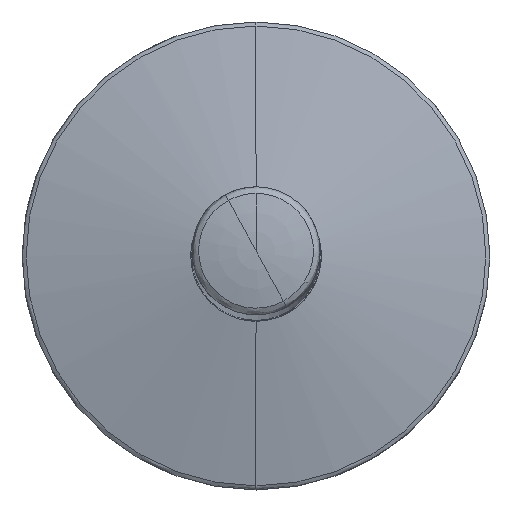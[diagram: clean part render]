
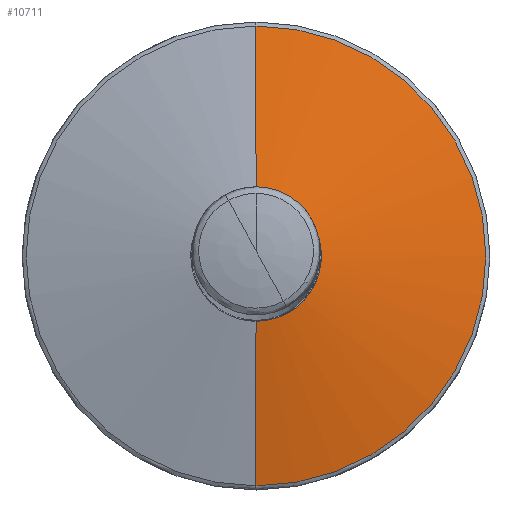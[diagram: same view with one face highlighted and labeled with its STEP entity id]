
A CAD part, top view. The second image highlights one B-rep face of the part: STEP entity #10711.
In plain terms, the highlighted free-form (B-spline) face has degree [1, 7] with [2, 8] control points.
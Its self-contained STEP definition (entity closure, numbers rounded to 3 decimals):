
#9901=CARTESIAN_POINT(' ',(0.,-4.097,-26.925));
#9902=VERTEX_POINT(' ',#9901);
#9941=CARTESIAN_POINT(' ',(0.,-4.097,26.925));
#9942=VERTEX_POINT(' ',#9941);
#10221=CARTESIAN_POINT(' ',(0.,-4.097,0.));
#10226=DIRECTION(' ',(0.,-1.,0.));
#10231=DIRECTION(' ',(0.,0.,1.));
#10236=AXIS2_PLACEMENT_3D(' ',#10221,#10226,#10231);
#10241=CIRCLE('',#10236,26.925);
#10246=EDGE_CURVE(' ',#9942,#9902,#10241,.T.);
#10391=CARTESIAN_POINT(' ',(0.,0.,7.65));
#10392=VERTEX_POINT(' ',#10391);
#10406=CARTESIAN_POINT(' ',(0.,-4.097,26.925));
#10411=DIRECTION(' ',(0.,0.208,-0.978));
#10416=VECTOR(' ',#10411,1.);
#10421=LINE('',#10406,#10416);
#10426=EDGE_CURVE(' ',#9942,#10392,#10421,.T.);
#10441=CARTESIAN_POINT(' ',(0.,-4.097,-26.925));
#10446=DIRECTION(' ',(0.,0.208,0.978));
#10451=VECTOR(' ',#10446,1.);
#10456=LINE('',#10441,#10451);
#10461=CARTESIAN_POINT(' ',(0.,0.,-7.65));
#10462=VERTEX_POINT(' ',#10461);
#10466=EDGE_CURVE(' ',#9902,#10462,#10456,.T.);
#10526=CARTESIAN_POINT(' ',(0.,-4.097,26.925));
#10531=CARTESIAN_POINT(' ',(-12.084,-4.097,26.925));
#10536=CARTESIAN_POINT(' ',(-24.156,-4.097,20.596));
#10541=CARTESIAN_POINT(' ',(-32.323,-4.097,7.954));
#10546=CARTESIAN_POINT(' ',(-32.323,-4.097,-7.954));
#10551=CARTESIAN_POINT(' ',(-24.156,-4.097,-20.596));
#10556=CARTESIAN_POINT(' ',(-12.084,-4.097,-26.925));
#10561=CARTESIAN_POINT(' ',(0.,-4.097,-26.925));
#10566=CARTESIAN_POINT(' ',(0.,0.,7.65));
#10571=CARTESIAN_POINT(' ',(-3.433,0.,7.65));
#10576=CARTESIAN_POINT(' ',(-6.863,0.,5.852));
#10581=CARTESIAN_POINT(' ',(-9.184,0.,2.26));
#10586=CARTESIAN_POINT(' ',(-9.184,0.,-2.26));
#10591=CARTESIAN_POINT(' ',(-6.863,0.,-5.852));
#10596=CARTESIAN_POINT(' ',(-3.433,0.,-7.65));
#10601=CARTESIAN_POINT(' ',(0.,0.,-7.65));
#10606=B_SPLINE_SURFACE_WITH_KNOTS(' ',1,7,((#10526,#10531,#10536,#10541,#10546,#10551,#10556,#10561),(#10566,#10571,#10576,#10581,#10586,#10591,#10596,#10601)),.UNSPECIFIED.,.F.,.F.,.U.,(2,2),(8,8),(0.,1.),(0.,1.),.UNSPECIFIED.);
#10611=CARTESIAN_POINT(' ',(0.,0.,0.));
#10616=DIRECTION(' ',(0.,-1.,0.));
#10621=DIRECTION(' ',(-0.479,0.,0.878));
#10626=AXIS2_PLACEMENT_3D(' ',#10611,#10616,#10621);
#10631=CIRCLE('',#10626,7.65);
#10636=CARTESIAN_POINT(' ',(-3.668,0.,6.714));
#10637=VERTEX_POINT(' ',#10636);
#10641=EDGE_CURVE(' ',#10637,#10462,#10631,.T.);
#10646=ORIENTED_EDGE(' ',*,*,#10641,.T.);
#10651=ORIENTED_EDGE(' ',*,*,#10466,.F.);
#10656=ORIENTED_EDGE(' ',*,*,#10246,.F.);
#10661=ORIENTED_EDGE(' ',*,*,#10426,.T.);
#10666=CARTESIAN_POINT(' ',(0.,0.,0.));
#10671=DIRECTION(' ',(0.,-1.,0.));
#10676=DIRECTION(' ',(0.,0.,1.));
#10681=AXIS2_PLACEMENT_3D(' ',#10666,#10671,#10676);
#10686=CIRCLE('',#10681,7.65);
#10691=EDGE_CURVE(' ',#10392,#10637,#10686,.T.);
#10696=ORIENTED_EDGE(' ',*,*,#10691,.T.);
#10701=EDGE_LOOP(' ',(#10646,#10651,#10656,#10661,#10696));
#10706=FACE_OUTER_BOUND(' ',#10701,.T.);
#10711=ADVANCED_FACE('',(#10706),#10606,.T.);
